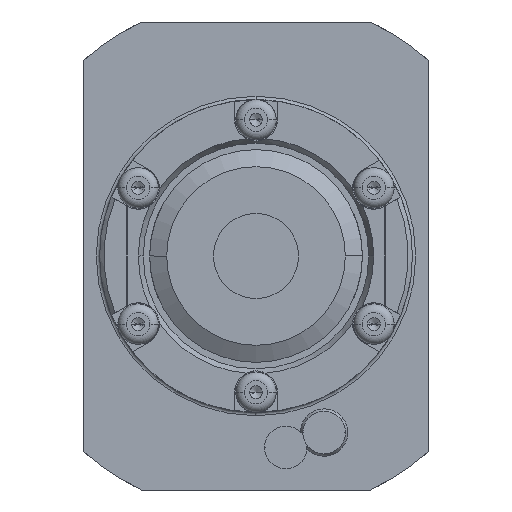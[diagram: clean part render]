
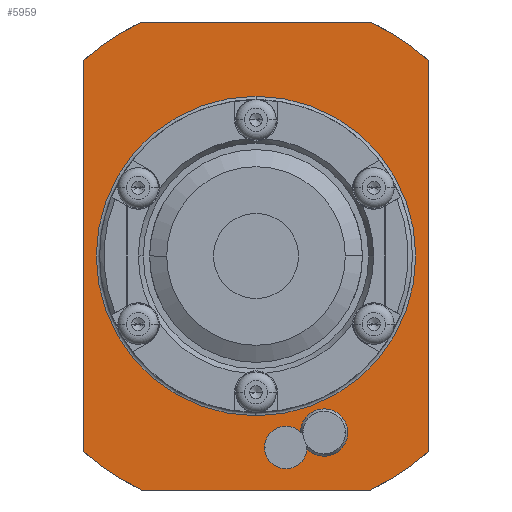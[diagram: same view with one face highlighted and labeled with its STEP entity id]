
A CAD part, left-side view. The second image highlights one B-rep face of the part: STEP entity #5959.
In plain terms, the highlighted planar face has unit normal (-1, 0, 0).
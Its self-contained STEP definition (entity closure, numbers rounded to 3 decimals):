
#6=CARTESIAN_POINT('',(-31.,0.,0.));
#7=DIRECTION('',(-1.,0.,0.));
#8=DIRECTION('',(0.,0.44,0.898));
#9=AXIS2_PLACEMENT_3D('',#6,#7,#8);
#23=DIRECTION('',(0.,-1.,0.));
#24=VECTOR('',#23,53.91);
#25=CARTESIAN_POINT('',(-31.,26.955,55.));
#26=LINE('',#25,#24);
#27=DIRECTION('',(0.,0.,-1.));
#28=VECTOR('',#27,91.898);
#29=CARTESIAN_POINT('',(-31.,-40.5,45.949));
#30=LINE('',#29,#28);
#31=DIRECTION('',(0.,1.,0.));
#32=VECTOR('',#31,53.91);
#33=CARTESIAN_POINT('',(-31.,-26.955,-55.));
#34=LINE('',#33,#32);
#35=DIRECTION('',(0.,0.,1.));
#36=VECTOR('',#35,91.898);
#37=CARTESIAN_POINT('',(-31.,40.5,-45.949));
#38=LINE('',#37,#36);
#39=CARTESIAN_POINT('',(-31.,-16.,-41.5));
#40=DIRECTION('',(-1.,0.,0.));
#41=DIRECTION('',(0.,0.,-1.));
#42=AXIS2_PLACEMENT_3D('',#39,#40,#41);
#44=CARTESIAN_POINT('',(-31.,-16.,-41.5));
#45=DIRECTION('',(-1.,0.,0.));
#46=DIRECTION('',(0.,0.,1.));
#47=AXIS2_PLACEMENT_3D('',#44,#45,#46);
#49=CARTESIAN_POINT('',(-31.,-7.,-45.));
#50=DIRECTION('',(1.,0.,0.));
#51=DIRECTION('',(0.,-1.,0.));
#52=AXIS2_PLACEMENT_3D('',#49,#50,#51);
#54=CARTESIAN_POINT('',(-31.,-7.,-45.));
#55=DIRECTION('',(1.,0.,0.));
#56=DIRECTION('',(0.,1.,0.));
#57=AXIS2_PLACEMENT_3D('',#54,#55,#56);
#500=CARTESIAN_POINT('',(-31.,0.,0.));
#501=DIRECTION('',(1.,0.,0.));
#502=DIRECTION('',(0.,-0.661,-0.75));
#503=AXIS2_PLACEMENT_3D('',#500,#501,#502);
#728=CARTESIAN_POINT('',(-31.,0.,0.));
#729=DIRECTION('',(-1.,0.,0.));
#730=DIRECTION('',(0.,0.661,-0.75));
#731=AXIS2_PLACEMENT_3D('',#728,#729,#730);
#936=CARTESIAN_POINT('',(-31.,0.,0.));
#937=DIRECTION('',(1.,0.,0.));
#938=DIRECTION('',(0.,-0.44,0.898));
#939=AXIS2_PLACEMENT_3D('',#936,#937,#938);
#2491=CARTESIAN_POINT('',(-31.,0.,0.));
#2492=DIRECTION('',(-1.,0.,0.));
#2493=DIRECTION('',(0.,0.,-1.));
#2494=AXIS2_PLACEMENT_3D('',#2491,#2492,#2493);
#2506=CARTESIAN_POINT('',(-31.,0.,0.));
#2507=DIRECTION('',(-1.,0.,0.));
#2508=DIRECTION('',(0.,0.,1.));
#2509=AXIS2_PLACEMENT_3D('',#2506,#2507,#2508);
#4710=CARTESIAN_POINT('',(-31.,26.955,55.));
#4712=VERTEX_POINT('',#4710);
#4714=CARTESIAN_POINT('',(-31.,26.955,-55.));
#4716=VERTEX_POINT('',#4714);
#4719=CARTESIAN_POINT('',(-31.,-26.955,55.));
#4720=VERTEX_POINT('',#4719);
#4721=CARTESIAN_POINT('',(-31.,-40.5,45.949));
#4722=CARTESIAN_POINT('',(-31.,-40.5,-45.949));
#4723=VERTEX_POINT('',#4721);
#4724=VERTEX_POINT('',#4722);
#4725=CARTESIAN_POINT('',(-31.,-26.955,-55.));
#4726=VERTEX_POINT('',#4725);
#4727=CARTESIAN_POINT('',(-31.,40.5,-45.949));
#4728=CARTESIAN_POINT('',(-31.,40.5,45.949));
#4729=VERTEX_POINT('',#4727);
#4730=VERTEX_POINT('',#4728);
#4753=CARTESIAN_POINT('',(-31.,0.,-37.55));
#4754=CARTESIAN_POINT('',(-31.,0.,37.55));
#4755=VERTEX_POINT('',#4753);
#4756=VERTEX_POINT('',#4754);
#5453=CARTESIAN_POINT('',(-31.,-16.,-47.062));
#5454=CARTESIAN_POINT('',(-31.,-16.,-35.938));
#5455=VERTEX_POINT('',#5453);
#5456=VERTEX_POINT('',#5454);
#5465=CARTESIAN_POINT('',(-31.,-9.8,-45.));
#5466=CARTESIAN_POINT('',(-31.,-4.2,-45.));
#5467=VERTEX_POINT('',#5465);
#5468=VERTEX_POINT('',#5466);
#5920=CARTESIAN_POINT('',(-31.,0.,0.));
#5921=DIRECTION('',(-1.,0.,0.));
#5922=DIRECTION('',(0.,0.,-1.));
#5923=AXIS2_PLACEMENT_3D('',#5920,#5921,#5922);
#5924=PLANE('',#5923);
#5926=ORIENTED_EDGE('',*,*,#5925,.T.);
#5928=ORIENTED_EDGE('',*,*,#5927,.T.);
#5930=ORIENTED_EDGE('',*,*,#5929,.T.);
#5932=ORIENTED_EDGE('',*,*,#5931,.T.);
#5934=ORIENTED_EDGE('',*,*,#5933,.T.);
#5936=ORIENTED_EDGE('',*,*,#5935,.F.);
#5937=ORIENTED_EDGE('',*,*,#5913,.T.);
#5938=ORIENTED_EDGE('',*,*,#5876,.F.);
#5939=EDGE_LOOP('',(#5926,#5928,#5930,#5932,#5934,#5936,#5937,#5938));
#5940=FACE_OUTER_BOUND('',#5939,.F.);
#5942=ORIENTED_EDGE('',*,*,#5941,.T.);
#5944=ORIENTED_EDGE('',*,*,#5943,.T.);
#5945=EDGE_LOOP('',(#5942,#5944));
#5946=FACE_BOUND('',#5945,.F.);
#5948=ORIENTED_EDGE('',*,*,#5947,.T.);
#5950=ORIENTED_EDGE('',*,*,#5949,.T.);
#5951=EDGE_LOOP('',(#5948,#5950));
#5952=FACE_BOUND('',#5951,.F.);
#5954=ORIENTED_EDGE('',*,*,#5953,.F.);
#5956=ORIENTED_EDGE('',*,*,#5955,.F.);
#5957=EDGE_LOOP('',(#5954,#5956));
#5958=FACE_BOUND('',#5957,.F.);
#5959=ADVANCED_FACE('',(#5940,#5946,#5952,#5958),#5924,.T.);
#10=CIRCLE('',#9,61.25);
#43=CIRCLE('',#42,5.562);
#48=CIRCLE('',#47,5.562);
#53=CIRCLE('',#52,2.8);
#58=CIRCLE('',#57,2.8);
#504=CIRCLE('',#503,61.25);
#732=CIRCLE('',#731,61.25);
#940=CIRCLE('',#939,61.25);
#2495=CIRCLE('',#2494,37.55);
#2510=CIRCLE('',#2509,37.55);
#5876=EDGE_CURVE('',#4712,#4730,#10,.T.);
#5913=EDGE_CURVE('',#4729,#4730,#38,.T.);
#5925=EDGE_CURVE('',#4712,#4720,#26,.T.);
#5927=EDGE_CURVE('',#4720,#4723,#940,.T.);
#5929=EDGE_CURVE('',#4723,#4724,#30,.T.);
#5931=EDGE_CURVE('',#4724,#4726,#504,.T.);
#5933=EDGE_CURVE('',#4726,#4716,#34,.T.);
#5935=EDGE_CURVE('',#4729,#4716,#732,.T.);
#5941=EDGE_CURVE('',#4755,#4756,#2495,.T.);
#5943=EDGE_CURVE('',#4756,#4755,#2510,.T.);
#5947=EDGE_CURVE('',#5455,#5456,#43,.T.);
#5949=EDGE_CURVE('',#5456,#5455,#48,.T.);
#5953=EDGE_CURVE('',#5467,#5468,#53,.T.);
#5955=EDGE_CURVE('',#5468,#5467,#58,.T.);
